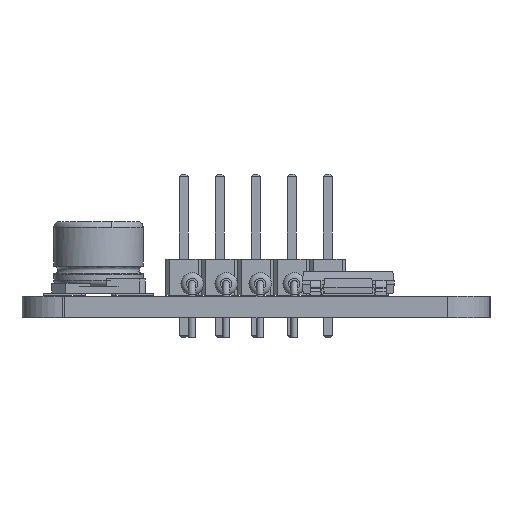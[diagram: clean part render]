
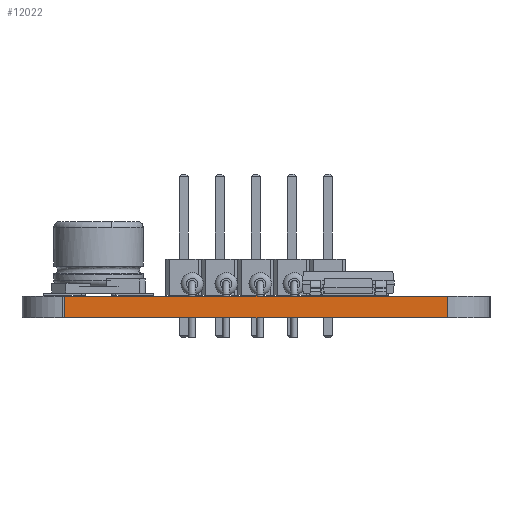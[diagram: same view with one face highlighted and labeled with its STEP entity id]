
A CAD part, left-side view. The second image highlights one B-rep face of the part: STEP entity #12022.
In plain terms, the highlighted planar face has unit normal (-1, 0, 0).
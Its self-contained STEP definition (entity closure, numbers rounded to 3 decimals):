
#9598 = VERTEX_POINT('',#9599);
#9599 = CARTESIAN_POINT('',(103.8,-31.8,0.));
#9605 = EDGE_CURVE('',#9606,#9598,#9608,.T.);
#9606 = VERTEX_POINT('',#9607);
#9607 = CARTESIAN_POINT('',(103.8,-58.8,0.));
#9608 = LINE('',#9609,#9610);
#9609 = CARTESIAN_POINT('',(103.8,-58.8,0.));
#9610 = VECTOR('',#9611,1.);
#9611 = DIRECTION('',(0.,1.,0.));
#10771 = VERTEX_POINT('',#10772);
#10772 = CARTESIAN_POINT('',(103.8,-31.8,1.51));
#10778 = EDGE_CURVE('',#10779,#10771,#10781,.T.);
#10779 = VERTEX_POINT('',#10780);
#10780 = CARTESIAN_POINT('',(103.8,-58.8,1.51));
#10781 = LINE('',#10782,#10783);
#10782 = CARTESIAN_POINT('',(103.8,-58.8,1.51));
#10783 = VECTOR('',#10784,1.);
#10784 = DIRECTION('',(0.,1.,0.));
#11992 = EDGE_CURVE('',#9598,#10771,#11993,.T.);
#11993 = LINE('',#11994,#11995);
#11994 = CARTESIAN_POINT('',(103.8,-31.8,0.));
#11995 = VECTOR('',#11996,1.);
#11996 = DIRECTION('',(0.,0.,1.));
#12022 = ADVANCED_FACE('',(#12023),#12034,.T.);
#12023 = FACE_BOUND('',#12024,.T.);
#12024 = EDGE_LOOP('',(#12025,#12031,#12032,#12033));
#12025 = ORIENTED_EDGE('',*,*,#12026,.T.);
#12026 = EDGE_CURVE('',#9606,#10779,#12027,.T.);
#12027 = LINE('',#12028,#12029);
#12028 = CARTESIAN_POINT('',(103.8,-58.8,0.));
#12029 = VECTOR('',#12030,1.);
#12030 = DIRECTION('',(0.,0.,1.));
#12031 = ORIENTED_EDGE('',*,*,#10778,.T.);
#12032 = ORIENTED_EDGE('',*,*,#11992,.F.);
#12033 = ORIENTED_EDGE('',*,*,#9605,.F.);
#12034 = PLANE('',#12035);
#12035 = AXIS2_PLACEMENT_3D('',#12036,#12037,#12038);
#12036 = CARTESIAN_POINT('',(103.8,-58.8,0.));
#12037 = DIRECTION('',(-1.,0.,0.));
#12038 = DIRECTION('',(0.,1.,0.));
